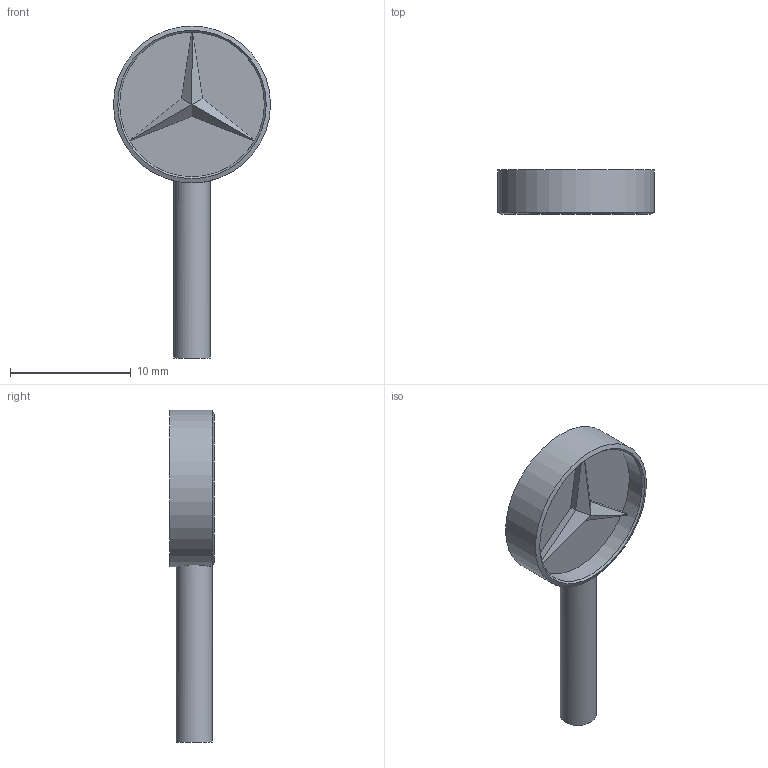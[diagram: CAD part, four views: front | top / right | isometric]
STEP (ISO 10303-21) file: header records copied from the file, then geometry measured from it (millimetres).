
FILE_DESCRIPTION(/* description */ (''),/* implementation_level */ '2;1');
FILE_NAME(/* name */ 'щит v3.step',/* time_stamp */ '2022-03-13T18:59:06+03:00',/* author */ (''),/* organization */ (''),/* preprocessor_version */ 'ST-DEVELOPER v18.1',/* originating_system */ 'Autodesk Translation Framework v10.13.0.1454',/* authorisation */ '');
FILE_SCHEMA (('AUTOMOTIVE_DESIGN { 1 0 10303 214 3 1 1 }'));
Length unit declared in the file: millimetre
Products named in the file (1): щит
Bounding box: 13 x 3.65 x 27.5 mm (x, y, z)
Volume: 413.4 mm3; surface area: 631.5 mm2
Topology: 1 solids, 1 shells, 23 faces, 59 edges, 38 vertices
Faces by surface type: plane 18, cylinder 3, cone 2
Full cylindrical faces by diameter (mm): 3 x1, 12 x1, 13 x1
Entity records: 768 total; most frequent: CARTESIAN_POINT 156, DIRECTION 122, ORIENTED_EDGE 118, EDGE_CURVE 59, AXIS2_PLACEMENT_3D 42, LINE 38, VECTOR 38, VERTEX_POINT 38
